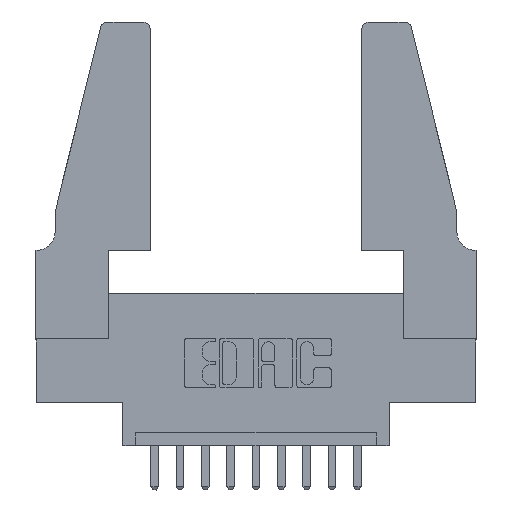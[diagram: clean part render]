
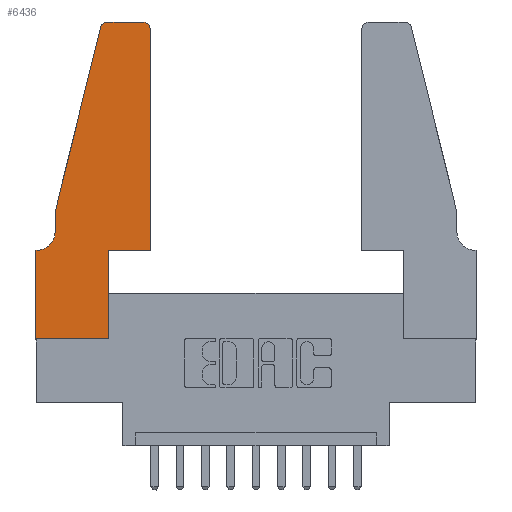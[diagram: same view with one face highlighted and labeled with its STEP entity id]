
A CAD part, top view. The second image highlights one B-rep face of the part: STEP entity #6436.
In plain terms, the highlighted planar face has unit normal (0, 0, 1).
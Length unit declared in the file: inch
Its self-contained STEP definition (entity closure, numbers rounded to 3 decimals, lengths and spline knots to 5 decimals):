
#133 = DIRECTION ( 'NONE',  ( 0., 0., 1. ) ) ;
#232 = VERTEX_POINT ( 'NONE', #2893 ) ;
#273 = DIRECTION ( 'NONE',  ( -0.239, -0.971, 0. ) ) ;
#494 = DIRECTION ( 'NONE',  ( 1., 0., 0. ) ) ;
#666 = DIRECTION ( 'NONE',  ( -1., 0., 0. ) ) ;
#847 = CARTESIAN_POINT ( 'NONE',  ( 0.0055, 0.35, 0.37 ) ) ;
#919 = FACE_OUTER_BOUND ( 'NONE', #8130, .T. ) ;
#982 = EDGE_CURVE ( 'NONE', #3256, #2186, #5361, .T. ) ;
#1042 = EDGE_CURVE ( 'NONE', #2186, #1111, #12646, .T. ) ;
#1111 = VERTEX_POINT ( 'NONE', #10924 ) ;
#1123 = CARTESIAN_POINT ( 'NONE',  ( 0.2865, 0., 0.37 ) ) ;
#1150 = AXIS2_PLACEMENT_3D ( 'NONE', #1529, #13215, #666 ) ;
#1203 = ORIENTED_EDGE ( 'NONE', *, *, #10383, .T. ) ;
#1208 = CARTESIAN_POINT ( 'NONE',  ( 0.2865, 0.35, 0.37 ) ) ;
#1280 = EDGE_CURVE ( 'NONE', #6771, #2017, #8198, .T. ) ;
#1529 = CARTESIAN_POINT ( 'NONE',  ( 0.0055, 0.42, 0.37 ) ) ;
#2010 = DIRECTION ( 'NONE',  ( 0., 0., 1. ) ) ;
#2017 = VERTEX_POINT ( 'NONE', #12830 ) ;
#2036 = CARTESIAN_POINT ( 'NONE',  ( 0.2605, 1.25, 0.37 ) ) ;
#2167 = DIRECTION ( 'NONE',  ( 0., 0., 1. ) ) ;
#2186 = VERTEX_POINT ( 'NONE', #3818 ) ;
#2260 = ORIENTED_EDGE ( 'NONE', *, *, #13390, .T. ) ;
#2893 = CARTESIAN_POINT ( 'NONE',  ( 0., 0., 0.37 ) ) ;
#2945 = VERTEX_POINT ( 'NONE', #3886 ) ;
#2948 = LINE ( 'NONE', #4564, #4588 ) ;
#3189 = LINE ( 'NONE', #6615, #7320 ) ;
#3256 = VERTEX_POINT ( 'NONE', #13117 ) ;
#3410 = PLANE ( 'NONE',  #8734 ) ;
#3793 = CARTESIAN_POINT ( 'NONE',  ( 0., 0., 0.37 ) ) ;
#3818 = CARTESIAN_POINT ( 'NONE',  ( 0.25487, 1.22718, 0.37 ) ) ;
#3860 = VECTOR ( 'NONE', #12535, 39.37008 ) ;
#3886 = CARTESIAN_POINT ( 'NONE',  ( 0., 0.35, 0.37 ) ) ;
#3962 = DIRECTION ( 'NONE',  ( -1., 0., 0. ) ) ;
#4014 = VERTEX_POINT ( 'NONE', #1123 ) ;
#4043 = VECTOR ( 'NONE', #11543, 39.37008 ) ;
#4092 = DIRECTION ( 'NONE',  ( 1., 0., 0. ) ) ;
#4514 = CARTESIAN_POINT ( 'NONE',  ( 0.0755, 0.42, 0.37 ) ) ;
#4519 = AXIS2_PLACEMENT_3D ( 'NONE', #8346, #2167, #9505 ) ;
#4564 = CARTESIAN_POINT ( 'NONE',  ( 0.0755, 0.5, 0.37 ) ) ;
#4588 = VECTOR ( 'NONE', #8728, 39.37008 ) ;
#4654 = CARTESIAN_POINT ( 'NONE',  ( 0.4505, 0.35, 0.37 ) ) ;
#4761 = CIRCLE ( 'NONE', #1150, 0.07 ) ;
#4970 = ORIENTED_EDGE ( 'NONE', *, *, #982, .T. ) ;
#5205 = CARTESIAN_POINT ( 'NONE',  ( 0.284, 1.22, 0.37 ) ) ;
#5361 = CIRCLE ( 'NONE', #9647, 0.03 ) ;
#5401 = ORIENTED_EDGE ( 'NONE', *, *, #1280, .T. ) ;
#5437 = CARTESIAN_POINT ( 'NONE',  ( 0.0755, 0.5, 0.37 ) ) ;
#5581 = LINE ( 'NONE', #11865, #6078 ) ;
#6024 = LINE ( 'NONE', #3793, #6169 ) ;
#6078 = VECTOR ( 'NONE', #7728, 39.37008 ) ;
#6169 = VECTOR ( 'NONE', #13177, 39.37008 ) ;
#6197 = CARTESIAN_POINT ( 'NONE',  ( 0.2865, 0.35, 0.37 ) ) ;
#6436 = ADVANCED_FACE ( 'NONE', ( #919 ), #3410, .T. ) ;
#6615 = CARTESIAN_POINT ( 'NONE',  ( 0., 0., 0.37 ) ) ;
#6682 = LINE ( 'NONE', #2036, #3860 ) ;
#6692 = EDGE_CURVE ( 'NONE', #6860, #2945, #9955, .T. ) ;
#6771 = VERTEX_POINT ( 'NONE', #13613 ) ;
#6797 = ORIENTED_EDGE ( 'NONE', *, *, #6832, .T. ) ;
#6832 = EDGE_CURVE ( 'NONE', #10992, #8367, #10252, .T. ) ;
#6860 = VERTEX_POINT ( 'NONE', #847 ) ;
#7320 = VECTOR ( 'NONE', #494, 39.37008 ) ;
#7728 = DIRECTION ( 'NONE',  ( 0., 1., 0. ) ) ;
#7761 = ORIENTED_EDGE ( 'NONE', *, *, #9595, .T. ) ;
#8130 = EDGE_LOOP ( 'NONE', ( #1203, #4970, #13503, #9749, #9630, #11523, #9906, #9361, #7761, #6797, #2260, #5401 ) ) ;
#8198 = CIRCLE ( 'NONE', #4519, 0.03 ) ;
#8251 = DIRECTION ( 'NONE',  ( 1., 0., 0. ) ) ;
#8346 = CARTESIAN_POINT ( 'NONE',  ( 0.4205, 1.22, 0.37 ) ) ;
#8367 = VERTEX_POINT ( 'NONE', #4654 ) ;
#8589 = CARTESIAN_POINT ( 'NONE',  ( 0., 0.35, 0.37 ) ) ;
#8728 = DIRECTION ( 'NONE',  ( 0., -1., 0. ) ) ;
#8734 = AXIS2_PLACEMENT_3D ( 'NONE', #8589, #133, #12919 ) ;
#8982 = VECTOR ( 'NONE', #3962, 39.37008 ) ;
#9271 = EDGE_CURVE ( 'NONE', #2945, #232, #6024, .T. ) ;
#9361 = ORIENTED_EDGE ( 'NONE', *, *, #11178, .T. ) ;
#9505 = DIRECTION ( 'NONE',  ( 1., 0., 0. ) ) ;
#9595 = EDGE_CURVE ( 'NONE', #4014, #10992, #9968, .T. ) ;
#9630 = ORIENTED_EDGE ( 'NONE', *, *, #13042, .T. ) ;
#9647 = AXIS2_PLACEMENT_3D ( 'NONE', #5205, #2010, #4092 ) ;
#9749 = ORIENTED_EDGE ( 'NONE', *, *, #13436, .T. ) ;
#9818 = VECTOR ( 'NONE', #273, 39.37008 ) ;
#9906 = ORIENTED_EDGE ( 'NONE', *, *, #9271, .T. ) ;
#9955 = LINE ( 'NONE', #11253, #8982 ) ;
#9968 = LINE ( 'NONE', #6197, #4043 ) ;
#10252 = LINE ( 'NONE', #13511, #12754 ) ;
#10383 = EDGE_CURVE ( 'NONE', #2017, #3256, #6682, .T. ) ;
#10924 = CARTESIAN_POINT ( 'NONE',  ( 0.0755, 0.5, 0.37 ) ) ;
#10992 = VERTEX_POINT ( 'NONE', #1208 ) ;
#11178 = EDGE_CURVE ( 'NONE', #232, #4014, #3189, .T. ) ;
#11253 = CARTESIAN_POINT ( 'NONE',  ( 0.0755, 0.35, 0.37 ) ) ;
#11523 = ORIENTED_EDGE ( 'NONE', *, *, #6692, .T. ) ;
#11543 = DIRECTION ( 'NONE',  ( 0., 1., 0. ) ) ;
#11865 = CARTESIAN_POINT ( 'NONE',  ( 0.4505, 0.35, 0.37 ) ) ;
#12535 = DIRECTION ( 'NONE',  ( -1., 0., 0. ) ) ;
#12646 = LINE ( 'NONE', #5437, #9818 ) ;
#12754 = VECTOR ( 'NONE', #8251, 39.37008 ) ;
#12830 = CARTESIAN_POINT ( 'NONE',  ( 0.4205, 1.25, 0.37 ) ) ;
#12919 = DIRECTION ( 'NONE',  ( 1., 0., 0. ) ) ;
#13042 = EDGE_CURVE ( 'NONE', #13439, #6860, #4761, .T. ) ;
#13117 = CARTESIAN_POINT ( 'NONE',  ( 0.284, 1.25, 0.37 ) ) ;
#13177 = DIRECTION ( 'NONE',  ( 0., -1., 0. ) ) ;
#13215 = DIRECTION ( 'NONE',  ( 0., 0., -1. ) ) ;
#13390 = EDGE_CURVE ( 'NONE', #8367, #6771, #5581, .T. ) ;
#13436 = EDGE_CURVE ( 'NONE', #1111, #13439, #2948, .T. ) ;
#13439 = VERTEX_POINT ( 'NONE', #4514 ) ;
#13503 = ORIENTED_EDGE ( 'NONE', *, *, #1042, .T. ) ;
#13511 = CARTESIAN_POINT ( 'NONE',  ( 0.4505, 0.35, 0.37 ) ) ;
#13613 = CARTESIAN_POINT ( 'NONE',  ( 0.4505, 1.22, 0.37 ) ) ;
